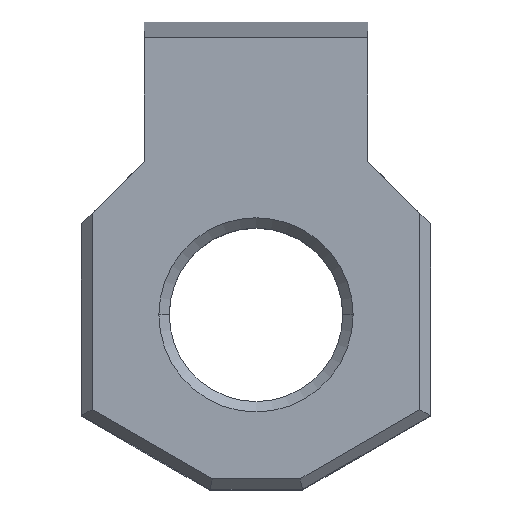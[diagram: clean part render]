
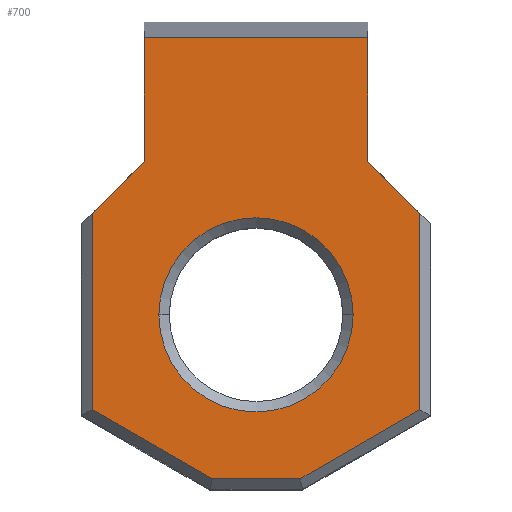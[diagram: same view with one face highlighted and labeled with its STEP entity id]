
A CAD part, top view. The second image highlights one B-rep face of the part: STEP entity #700.
In plain terms, the highlighted planar face has unit normal (0, 0, 1).
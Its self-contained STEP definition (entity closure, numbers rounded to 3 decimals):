
#5 = LINE ( 'NONE', #505, #975 ) ;
#7 = CARTESIAN_POINT ( 'NONE',  ( -4.725, 2.312, 9. ) ) ;
#37 = CARTESIAN_POINT ( 'NONE',  ( 1.267, 0.31, 9. ) ) ;
#43 = DIRECTION ( 'NONE',  ( 0.866, 0.5, 0. ) ) ;
#47 = CARTESIAN_POINT ( 'NONE',  ( 4.874, 2.392, 9. ) ) ;
#52 = LINE ( 'NONE', #47, #996 ) ;
#65 = DIRECTION ( 'NONE',  ( 0.707, 0.707, 0. ) ) ;
#70 = CARTESIAN_POINT ( 'NONE',  ( 3.224, 13.028, 9. ) ) ;
#98 = CARTESIAN_POINT ( 'NONE',  ( 3.224, 9.47, 9. ) ) ;
#100 = CARTESIAN_POINT ( 'NONE',  ( -3.224, 13.028, 9. ) ) ;
#104 = DIRECTION ( 'NONE',  ( 0.866, -0.5, 0. ) ) ;
#105 = CARTESIAN_POINT ( 'NONE',  ( -1.185, 0.269, 9. ) ) ;
#106 = LINE ( 'NONE', #105, #313 ) ;
#128 = DIRECTION ( 'NONE',  ( 0., 1., 0. ) ) ;
#129 = CARTESIAN_POINT ( 'NONE',  ( -3.224, 0., 9. ) ) ;
#130 = LINE ( 'NONE', #129, #786 ) ;
#145 = CARTESIAN_POINT ( 'NONE',  ( 2.8, 5.04, 9. ) ) ;
#147 = DIRECTION ( 'NONE',  ( 1., 0., 0. ) ) ;
#148 = DIRECTION ( 'NONE',  ( 0., 0., 1. ) ) ;
#149 = CARTESIAN_POINT ( 'NONE',  ( 0., 0., 9. ) ) ;
#151 = PLANE ( 'NONE',  #1085 ) ;
#153 = FACE_OUTER_BOUND ( 'NONE', #527, .T. ) ;
#154 = FACE_BOUND ( 'NONE', #513, .T. ) ;
#165 = CARTESIAN_POINT ( 'NONE',  ( -2.8, 5.04, 9. ) ) ;
#192 = DIRECTION ( 'NONE',  ( 0., -1., 0. ) ) ;
#193 = CARTESIAN_POINT ( 'NONE',  ( -4.725, 0., 9. ) ) ;
#200 = LINE ( 'NONE', #193, #862 ) ;
#214 = AXIS2_PLACEMENT_3D ( 'NONE', #597, #600, #602 ) ;
#230 = EDGE_CURVE ( 'NONE', #804, #761, #427, .T. ) ;
#244 = DIRECTION ( 'NONE',  ( 1., 0., 0. ) ) ;
#245 = CARTESIAN_POINT ( 'NONE',  ( 1.348, 0.31, 9. ) ) ;
#248 = LINE ( 'NONE', #245, #909 ) ;
#306 = VERTEX_POINT ( 'NONE', #481 ) ;
#313 = VECTOR ( 'NONE', #104, 1000. ) ;
#341 = AXIS2_PLACEMENT_3D ( 'NONE', #584, #628, #577 ) ;
#412 = VECTOR ( 'NONE', #612, 1000. ) ;
#420 = CARTESIAN_POINT ( 'NONE',  ( 0., 13.028, 9. ) ) ;
#422 = EDGE_CURVE ( 'NONE', #707, #683, #1303, .T. ) ;
#427 = LINE ( 'NONE', #420, #1009 ) ;
#429 = DIRECTION ( 'NONE',  ( -1., 0., 0. ) ) ;
#470 = EDGE_CURVE ( 'NONE', #1298, #1195, #611, .T. ) ;
#480 = CARTESIAN_POINT ( 'NONE',  ( -4.725, 7.969, 9. ) ) ;
#481 = CARTESIAN_POINT ( 'NONE',  ( -3.224, 9.47, 9. ) ) ;
#505 = CARTESIAN_POINT ( 'NONE',  ( 3.224, 0., 9. ) ) ;
#513 = EDGE_LOOP ( 'NONE', ( #737, #733 ) ) ;
#514 = EDGE_CURVE ( 'NONE', #683, #707, #943, .T. ) ;
#527 = EDGE_LOOP ( 'NONE', ( #725, #723, #722, #721, #718, #712, #708, #706, #705, #704 ) ) ;
#542 = DIRECTION ( 'NONE',  ( -0.707, 0.707, 0. ) ) ;
#549 = EDGE_CURVE ( 'NONE', #968, #822, #248, .T. ) ;
#567 = CARTESIAN_POINT ( 'NONE',  ( 4.725, 7.669, 9. ) ) ;
#577 = DIRECTION ( 'NONE',  ( 1., 0., 0. ) ) ;
#584 = CARTESIAN_POINT ( 'NONE',  ( 0., 5.04, 9. ) ) ;
#597 = CARTESIAN_POINT ( 'NONE',  ( 0., 5.04, 9. ) ) ;
#600 = DIRECTION ( 'NONE',  ( 0., 0., -1. ) ) ;
#602 = DIRECTION ( 'NONE',  ( 1., 0., 0. ) ) ;
#611 = LINE ( 'NONE', #567, #412 ) ;
#612 = DIRECTION ( 'NONE',  ( 0., 1., 0. ) ) ;
#628 = DIRECTION ( 'NONE',  ( 0., 0., -1. ) ) ;
#649 = EDGE_CURVE ( 'NONE', #851, #845, #200, .T. ) ;
#683 = VERTEX_POINT ( 'NONE', #165 ) ;
#700 = ADVANCED_FACE ( 'NONE', ( #154, #153 ), #151, .T. ) ;
#704 = ORIENTED_EDGE ( 'NONE', *, *, #549, .T. ) ;
#705 = ORIENTED_EDGE ( 'NONE', *, *, #759, .T. ) ;
#706 = ORIENTED_EDGE ( 'NONE', *, *, #649, .T. ) ;
#707 = VERTEX_POINT ( 'NONE', #145 ) ;
#708 = ORIENTED_EDGE ( 'NONE', *, *, #1169, .F. ) ;
#712 = ORIENTED_EDGE ( 'NONE', *, *, #747, .F. ) ;
#718 = ORIENTED_EDGE ( 'NONE', *, *, #230, .T. ) ;
#721 = ORIENTED_EDGE ( 'NONE', *, *, #1089, .F. ) ;
#722 = ORIENTED_EDGE ( 'NONE', *, *, #958, .T. ) ;
#723 = ORIENTED_EDGE ( 'NONE', *, *, #470, .T. ) ;
#724 = CARTESIAN_POINT ( 'NONE',  ( -1.257, 0.31, 9. ) ) ;
#725 = ORIENTED_EDGE ( 'NONE', *, *, #812, .T. ) ;
#733 = ORIENTED_EDGE ( 'NONE', *, *, #514, .T. ) ;
#737 = ORIENTED_EDGE ( 'NONE', *, *, #422, .T. ) ;
#747 = EDGE_CURVE ( 'NONE', #306, #761, #130, .T. ) ;
#759 = EDGE_CURVE ( 'NONE', #845, #968, #106, .T. ) ;
#761 = VERTEX_POINT ( 'NONE', #100 ) ;
#766 = VERTEX_POINT ( 'NONE', #98 ) ;
#779 = CARTESIAN_POINT ( 'NONE',  ( 6.347, 6.347, 9. ) ) ;
#786 = VECTOR ( 'NONE', #128, 1000. ) ;
#803 = CARTESIAN_POINT ( 'NONE',  ( 4.725, 7.969, 9. ) ) ;
#804 = VERTEX_POINT ( 'NONE', #70 ) ;
#812 = EDGE_CURVE ( 'NONE', #822, #1298, #52, .T. ) ;
#822 = VERTEX_POINT ( 'NONE', #37 ) ;
#845 = VERTEX_POINT ( 'NONE', #7 ) ;
#851 = VERTEX_POINT ( 'NONE', #480 ) ;
#862 = VECTOR ( 'NONE', #192, 1000. ) ;
#879 = VECTOR ( 'NONE', #542, 1000. ) ;
#909 = VECTOR ( 'NONE', #244, 1000. ) ;
#925 = DIRECTION ( 'NONE',  ( 0., -1., 0. ) ) ;
#943 = CIRCLE ( 'NONE', #341, 2.8 ) ;
#958 = EDGE_CURVE ( 'NONE', #1195, #766, #1155, .T. ) ;
#968 = VERTEX_POINT ( 'NONE', #724 ) ;
#975 = VECTOR ( 'NONE', #925, 1000. ) ;
#996 = VECTOR ( 'NONE', #43, 1000. ) ;
#1009 = VECTOR ( 'NONE', #429, 1000. ) ;
#1021 = LINE ( 'NONE', #1046, #1092 ) ;
#1040 = CARTESIAN_POINT ( 'NONE',  ( 4.725, 2.306, 9. ) ) ;
#1046 = CARTESIAN_POINT ( 'NONE',  ( -6.347, 6.347, 9. ) ) ;
#1085 = AXIS2_PLACEMENT_3D ( 'NONE', #149, #148, #147 ) ;
#1089 = EDGE_CURVE ( 'NONE', #804, #766, #5, .T. ) ;
#1092 = VECTOR ( 'NONE', #65, 1000. ) ;
#1155 = LINE ( 'NONE', #779, #879 ) ;
#1169 = EDGE_CURVE ( 'NONE', #851, #306, #1021, .T. ) ;
#1195 = VERTEX_POINT ( 'NONE', #803 ) ;
#1298 = VERTEX_POINT ( 'NONE', #1040 ) ;
#1303 = CIRCLE ( 'NONE', #214, 2.8 ) ;
